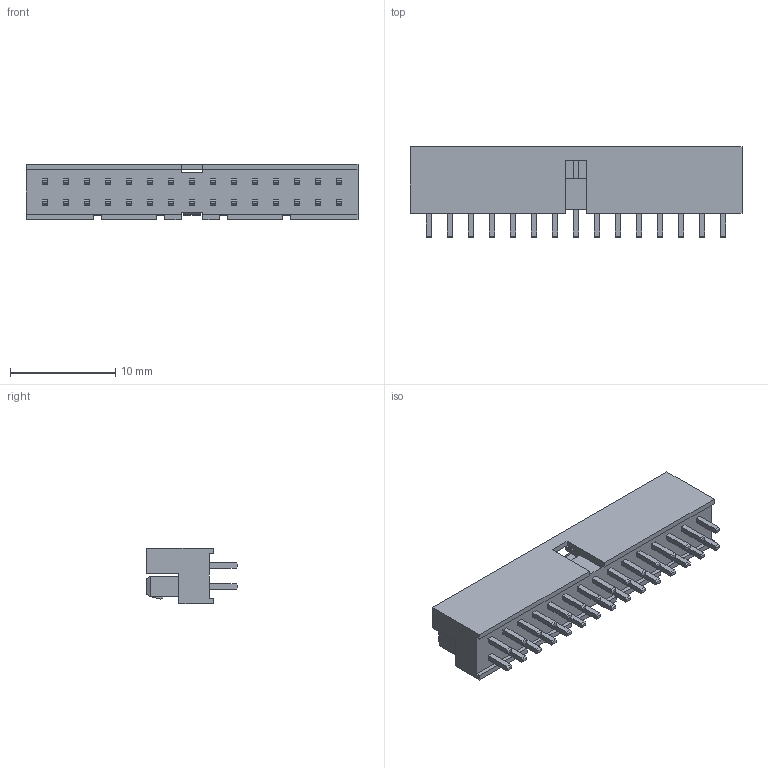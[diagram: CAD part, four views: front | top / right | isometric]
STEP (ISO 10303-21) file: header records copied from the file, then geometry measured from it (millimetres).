
FILE_DESCRIPTION(/* description */ ('STEP AP214'),/* implementation_level */ '2;1');
FILE_NAME(/* name */ 'LS2-115-01-F-D',/* time_stamp */ '2024-08-09T00:35:43+02:00',/* author */ ('License CC BY-ND 4.0'),/* organization */ ('CADENAS'),/* preprocessor_version */ 'ST-DEVELOPER v19.3',/* originating_system */ 'PARTsolutions',/* authorisation */ ' ');
FILE_SCHEMA (('AUTOMOTIVE_DESIGN {1 0 10303 214 3 1 1}'));
Length unit declared in the file: inch
Products named in the file (3): LS2-115-01-F-D; LS2-115-01-D_strip; T-1S13-15-01-D
Assembly tree (2 placements, depth 2):
  LS2-115-01-F-D
    LS2-115-01-D_strip
    T-1S13-15-01-D
Bounding box: 31.55 x 8.64 x 5.27 mm (x, y, z)
Volume: 752.3 mm3; surface area: 1873.9 mm2
Topology: 2 solids, 2 shells, 656 faces, 1922 edges, 1240 vertices
Faces by surface type: plane 655, cylinder 1
Entity records: 21394 total; most frequent: ORIENTED_EDGE 3844, CARTESIAN_POINT 3821, DIRECTION 3242, EDGE_CURVE 1922, LINE 1920, VECTOR 1920, VERTEX_POINT 1240, EDGE_LOOP 716
